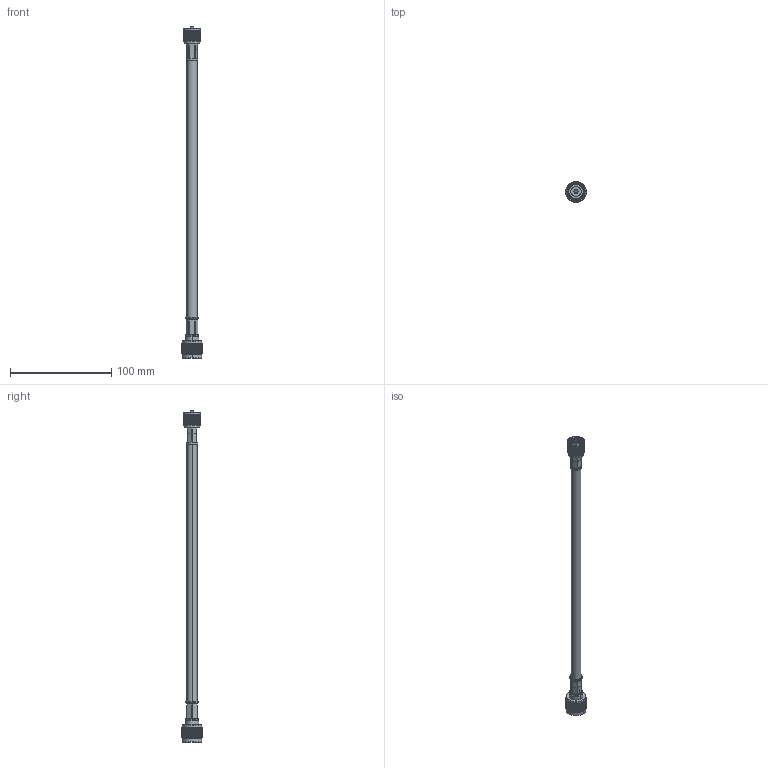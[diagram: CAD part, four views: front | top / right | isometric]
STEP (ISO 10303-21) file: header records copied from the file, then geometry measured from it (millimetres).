
FILE_DESCRIPTION (( 'STEP AP214' ), '1' );
FILE_NAME ('PE33263LF.step', '2021-11-18T19:34:17', ( '' ), ( '' ), 'SwSTEP 2.0', 'SolidWorks 2021', '' );
FILE_SCHEMA (( 'AUTOMOTIVE_DESIGN' ));
Length unit declared in the file: inch
Products named in the file (4): PE4048^PE33263LF_Crimped; PE33263LF; PE44051^PE33263LF_Crimped; RG393U^PE33263LF_RG393
Assembly tree (3 placements, depth 2):
  PE33263LF
    RG393U^PE33263LF_RG393
    PE44051^PE33263LF_Crimped
    PE4048^PE33263LF_Crimped
Bounding box: 20.32 x 20.32 x 327.99 mm (x, y, z)
Volume: 28198.7 mm3; surface area: 16764.4 mm2
Topology: 5 solids, 5 shells, 5084 faces, 10727 edges, 5668 vertices
Faces by surface type: bspline 3970, cylinder 996, plane 72, cone 44, torus 2
Entity records: 201386 total; most frequent: CARTESIAN_POINT 136252, ORIENTED_EDGE 21454, EDGE_CURVE 10727, VERTEX_POINT 5668, EDGE_LOOP 5101, ADVANCED_FACE 5084, FACE_OUTER_BOUND 5084, B_SPLINE_CURVE_WITH_KNOTS 4756
